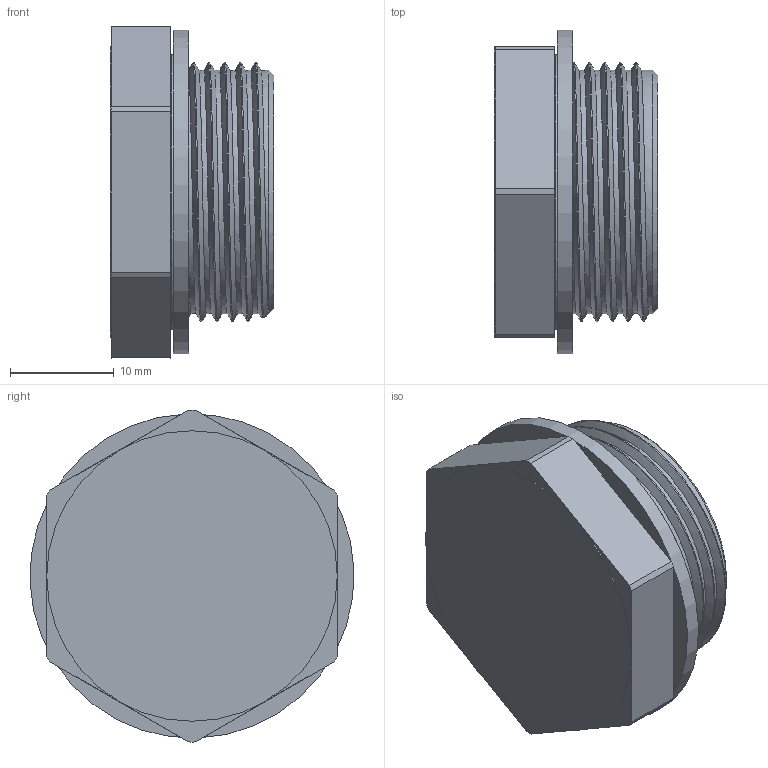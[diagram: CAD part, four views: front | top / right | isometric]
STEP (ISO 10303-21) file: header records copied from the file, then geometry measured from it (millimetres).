
FILE_DESCRIPTION(/* description */ ('Verschlusschraube HI sechskant Ex M25'),/* implementation_level */ '2;1');
FILE_NAME(/* name */ '83007525X3HI-RST.stp',/* time_stamp */ '2021-03-29T09:02:56+02:00',/* author */ ('sl'),/* organization */ (''),/* preprocessor_version */ 'ST-DEVELOPER v16.5',/* originating_system */ 'Autodesk Inventor 2017',/* authorisation */ '');
FILE_SCHEMA (('AUTOMOTIVE_DESIGN { 1 0 10303 214 3 1 1 }'));
Length unit declared in the file: millimetre
Products named in the file (3): 83007525X3HI; 83007525X3HI_1; 83007540X3HI
Assembly tree (2 placements, depth 2):
  83007525X3HI
    83007525X3HI_1
    83007540X3HI
Bounding box: 15.8 x 31.22 x 32 mm (x, y, z)
Volume: 5326 mm3; surface area: 4651.5 mm2
Topology: 2 solids, 2 shells, 50 faces, 114 edges, 72 vertices
Faces by surface type: cylinder 23, plane 22, bspline 2, torus 2, cone 1
Full cylindrical faces by diameter (mm): 18.8 x1, 23.478 x5, 24.3 x1, 24.9 x1, 25 x1, 25.9 x1, 26.5 x1, 28 x1, 31.25 x1
Entity records: 2306 total; most frequent: CARTESIAN_POINT 1282, DIRECTION 204, ORIENTED_EDGE 168, EDGE_CURVE 84, AXIS2_PLACEMENT_3D 84, EDGE_LOOP 63, VERTEX_POINT 59, FACE_OUTER_BOUND 45
